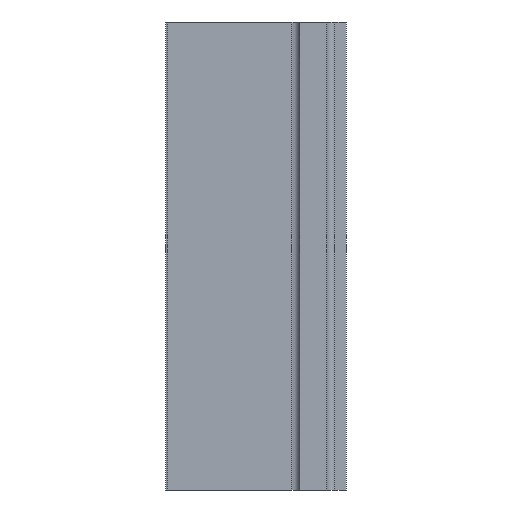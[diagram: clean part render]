
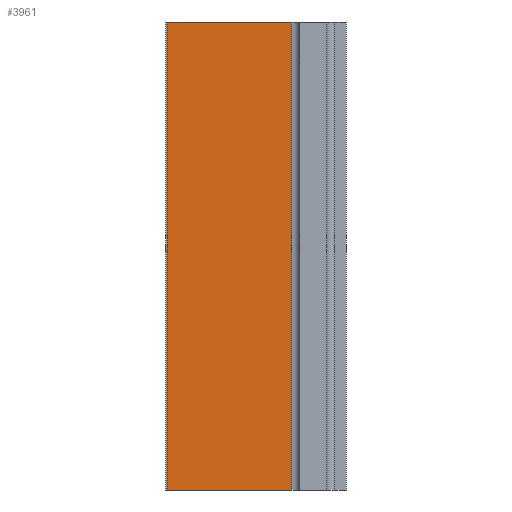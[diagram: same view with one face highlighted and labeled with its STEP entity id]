
A CAD part, left-side view. The second image highlights one B-rep face of the part: STEP entity #3961.
In plain terms, the highlighted planar face has unit normal (-1, 0, 0).
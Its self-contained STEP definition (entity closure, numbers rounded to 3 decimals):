
#137 = DIRECTION ( 'NONE',  ( 0., 0., 1. ) ) ;
#187 = CARTESIAN_POINT ( 'NONE',  ( -16.609, 3.148, 0. ) ) ;
#451 = VERTEX_POINT ( 'NONE', #3032 ) ;
#978 = EDGE_CURVE ( 'NONE', #3266, #4342, #4352, .T. ) ;
#1065 = CARTESIAN_POINT ( 'NONE',  ( -16.609, 0., 0. ) ) ;
#1386 = LINE ( 'NONE', #1065, #2617 ) ;
#1589 = VECTOR ( 'NONE', #3944, 1000. ) ;
#1781 = VECTOR ( 'NONE', #137, 1000. ) ;
#2141 = VECTOR ( 'NONE', #2645, 1000. ) ;
#2222 = CARTESIAN_POINT ( 'NONE',  ( -16.609, 11.148, 0. ) ) ;
#2233 = CARTESIAN_POINT ( 'NONE',  ( -16.609, 0., 30. ) ) ;
#2249 = VERTEX_POINT ( 'NONE', #3745 ) ;
#2617 = VECTOR ( 'NONE', #2770, 1000. ) ;
#2645 = DIRECTION ( 'NONE',  ( 0., -1., 0. ) ) ;
#2770 = DIRECTION ( 'NONE',  ( 0., -1., 0. ) ) ;
#2819 = CARTESIAN_POINT ( 'NONE',  ( -16.609, 3.148, 30. ) ) ;
#2948 = EDGE_CURVE ( 'NONE', #2249, #4342, #3897, .T. ) ;
#2965 = EDGE_CURVE ( 'NONE', #2249, #451, #5017, .T. ) ;
#3020 = ORIENTED_EDGE ( 'NONE', *, *, #3264, .T. ) ;
#3032 = CARTESIAN_POINT ( 'NONE',  ( -16.609, 11.148, 0. ) ) ;
#3264 = EDGE_CURVE ( 'NONE', #451, #3266, #1386, .T. ) ;
#3266 = VERTEX_POINT ( 'NONE', #187 ) ;
#3359 = CARTESIAN_POINT ( 'NONE',  ( -16.609, 3.148, 30. ) ) ;
#3445 = EDGE_LOOP ( 'NONE', ( #4960, #4215, #3020, #5253 ) ) ;
#3745 = CARTESIAN_POINT ( 'NONE',  ( -16.609, 11.148, 30. ) ) ;
#3840 = AXIS2_PLACEMENT_3D ( 'NONE', #2233, #3989, #4005 ) ;
#3886 = CARTESIAN_POINT ( 'NONE',  ( -16.609, 0., 30. ) ) ;
#3897 = LINE ( 'NONE', #3886, #2141 ) ;
#3944 = DIRECTION ( 'NONE',  ( 0., 0., -1. ) ) ;
#3961 = ADVANCED_FACE ( 'NONE', ( #4280 ), #5040, .F. ) ;
#3989 = DIRECTION ( 'NONE',  ( 1., 0., 0. ) ) ;
#4005 = DIRECTION ( 'NONE',  ( 0., 1., 0. ) ) ;
#4215 = ORIENTED_EDGE ( 'NONE', *, *, #2965, .T. ) ;
#4280 = FACE_OUTER_BOUND ( 'NONE', #3445, .T. ) ;
#4342 = VERTEX_POINT ( 'NONE', #3359 ) ;
#4352 = LINE ( 'NONE', #2819, #1781 ) ;
#4960 = ORIENTED_EDGE ( 'NONE', *, *, #2948, .F. ) ;
#5017 = LINE ( 'NONE', #2222, #1589 ) ;
#5040 = PLANE ( 'NONE',  #3840 ) ;
#5253 = ORIENTED_EDGE ( 'NONE', *, *, #978, .T. ) ;
